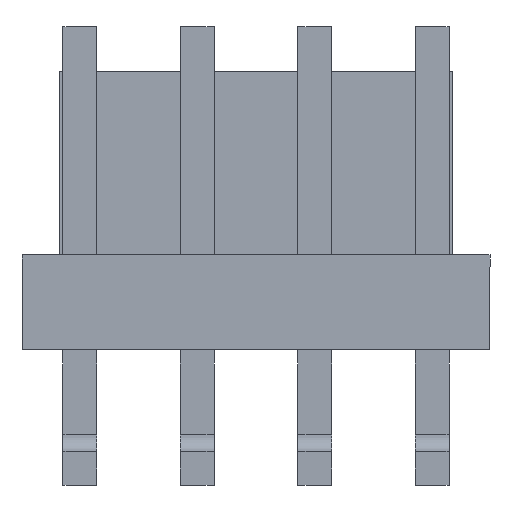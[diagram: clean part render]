
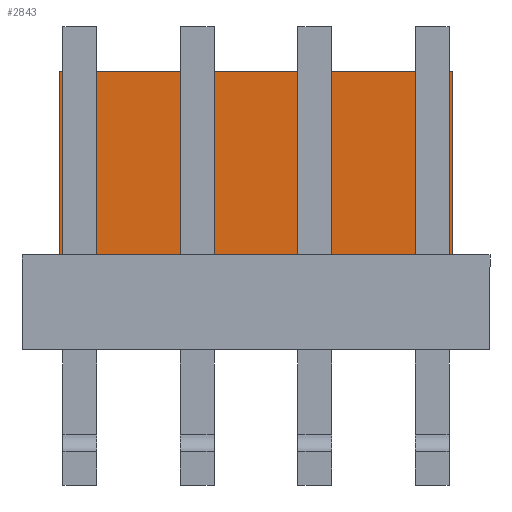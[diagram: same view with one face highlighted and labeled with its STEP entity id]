
A CAD part, front view. The second image highlights one B-rep face of the part: STEP entity #2843.
In plain terms, the highlighted planar face has unit normal (0, -1, 0).
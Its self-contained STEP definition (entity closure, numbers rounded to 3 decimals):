
#8 = VERTEX_POINT ( 'NONE', #423 ) ;
#10 = EDGE_CURVE ( 'NONE', #2585, #8, #480, .T. ) ;
#11 = EDGE_CURVE ( 'NONE', #8, #2579, #476, .T. ) ;
#12 = ORIENTED_EDGE ( 'NONE', *, *, #10, .F. ) ;
#47 = ORIENTED_EDGE ( 'NONE', *, *, #11, .F. ) ;
#423 = CARTESIAN_POINT ( 'NONE',  ( 6.64, 6.8, 4.7 ) ) ;
#473 = DIRECTION ( 'NONE',  ( 0., 0., -1. ) ) ;
#474 = VECTOR ( 'NONE', #473, 1000. ) ;
#475 = CARTESIAN_POINT ( 'NONE',  ( 6.64, 6.8, -4.7 ) ) ;
#476 = LINE ( 'NONE', #475, #474 ) ;
#477 = DIRECTION ( 'NONE',  ( 1., 0., 0. ) ) ;
#478 = VECTOR ( 'NONE', #477, 1000. ) ;
#479 = CARTESIAN_POINT ( 'NONE',  ( -7.89, 6.8, 4.7 ) ) ;
#480 = LINE ( 'NONE', #479, #478 ) ;
#1612 = CARTESIAN_POINT ( 'NONE',  ( -6.64, 6.8, -1.5 ) ) ;
#1656 = CARTESIAN_POINT ( 'NONE',  ( -6.64, 6.8, 4.7 ) ) ;
#1662 = CARTESIAN_POINT ( 'NONE',  ( 6.64, 6.8, -1.5 ) ) ;
#1663 = DIRECTION ( 'NONE',  ( 1., 0., 0. ) ) ;
#1664 = VECTOR ( 'NONE', #1663, 1000. ) ;
#1665 = CARTESIAN_POINT ( 'NONE',  ( -7.89, 6.8, -1.5 ) ) ;
#1666 = LINE ( 'NONE', #1665, #1664 ) ;
#2241 = LINE ( 'NONE', #2293, #2292 ) ;
#2242 = PLANE ( 'NONE',  #2297 ) ;
#2243 = FACE_OUTER_BOUND ( 'NONE', #2563, .T. ) ;
#2291 = DIRECTION ( 'NONE',  ( 0., 0., -1. ) ) ;
#2292 = VECTOR ( 'NONE', #2291, 1000. ) ;
#2293 = CARTESIAN_POINT ( 'NONE',  ( -6.64, 6.8, -4.7 ) ) ;
#2294 = DIRECTION ( 'NONE',  ( 0., 0., -1. ) ) ;
#2295 = DIRECTION ( 'NONE',  ( 0., -1., 0. ) ) ;
#2296 = CARTESIAN_POINT ( 'NONE',  ( -7.89, 6.8, 4.7 ) ) ;
#2297 = AXIS2_PLACEMENT_3D ( 'NONE', #2296, #2295, #2294 ) ;
#2563 = EDGE_LOOP ( 'NONE', ( #2845, #2580, #47, #12 ) ) ;
#2573 = VERTEX_POINT ( 'NONE', #1612 ) ;
#2577 = EDGE_CURVE ( 'NONE', #2573, #2579, #1666, .T. ) ;
#2579 = VERTEX_POINT ( 'NONE', #1662 ) ;
#2580 = ORIENTED_EDGE ( 'NONE', *, *, #2577, .T. ) ;
#2585 = VERTEX_POINT ( 'NONE', #1656 ) ;
#2843 = ADVANCED_FACE ( 'NONE', ( #2243 ), #2242, .T. ) ;
#2844 = EDGE_CURVE ( 'NONE', #2585, #2573, #2241, .T. ) ;
#2845 = ORIENTED_EDGE ( 'NONE', *, *, #2844, .T. ) ;
